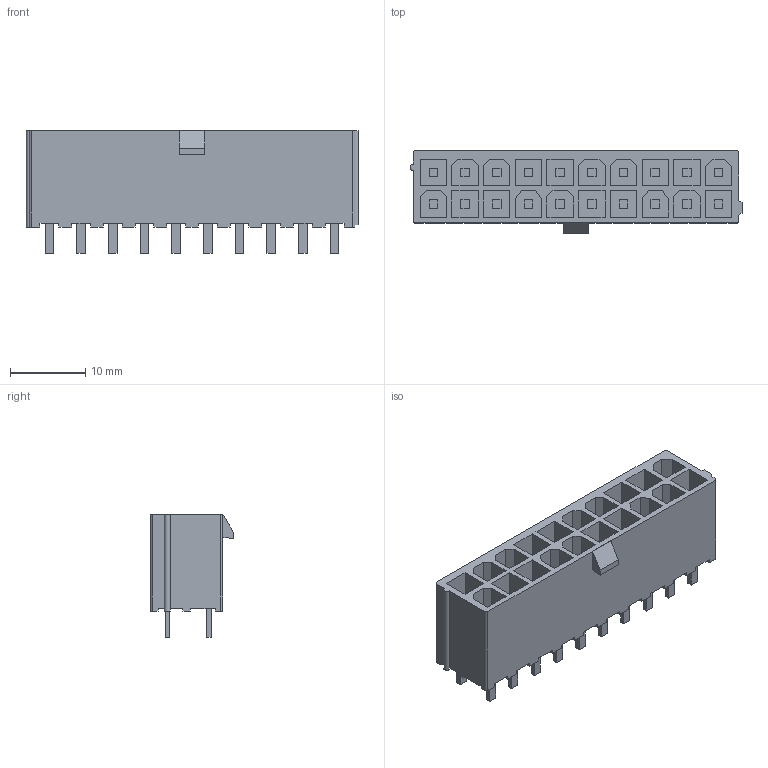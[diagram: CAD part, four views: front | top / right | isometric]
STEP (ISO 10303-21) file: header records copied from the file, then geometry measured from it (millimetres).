
FILE_DESCRIPTION((''),'2;1');
FILE_NAME('MOLEX_39-28-1203.stp','2012-03-06T12:33:51',(''),(''),'Mechanical Desktop 2011','Mechanical Desktop 2011',', , ');
FILE_SCHEMA(('AUTOMOTIVE_DESIGN { 1 2 10303 214 1 1 1 1 }'));
Length unit declared in the file: millimetre
Products named in the file (1): Product
Bounding box: 44 x 11 x 16.3 mm (x, y, z)
Volume: 3207.3 mm3; surface area: 5596.3 mm2
Topology: 42 solids, 42 shells, 512 faces, 1221 edges, 813 vertices
Faces by surface type: plane 393, bspline 114, cylinder 5
Entity records: 14502 total; most frequent: CARTESIAN_POINT 2889, ORIENTED_EDGE 2442, DIRECTION 2029, EDGE_CURVE 1221, VECTOR 1211, LINE 1211, VERTEX_POINT 813, EDGE_LOOP 532
